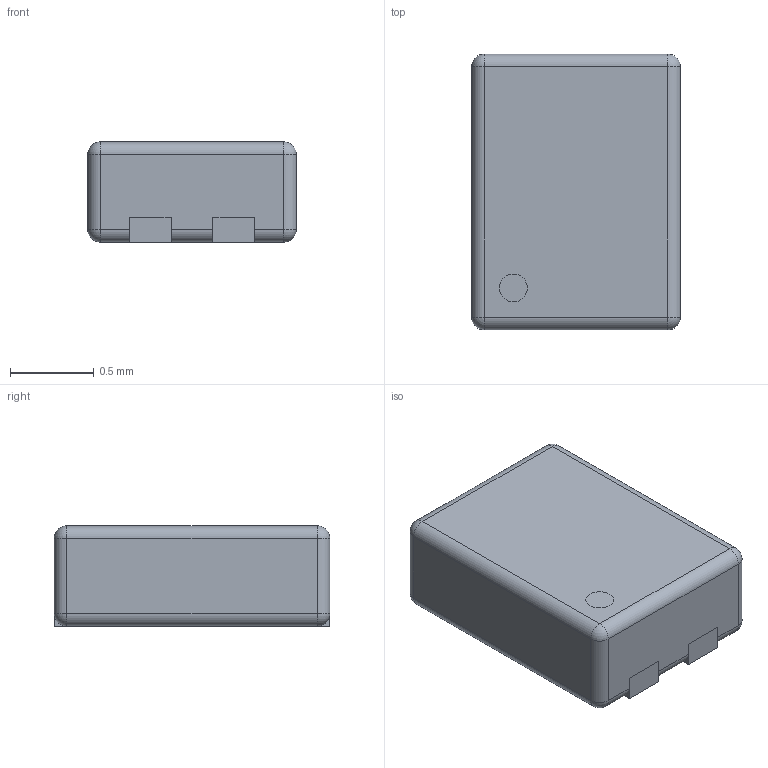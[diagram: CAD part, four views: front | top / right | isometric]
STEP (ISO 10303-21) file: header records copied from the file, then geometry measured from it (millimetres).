
FILE_DESCRIPTION(('STEP AP214'), '1');
FILE_NAME('MO-229', '2019-12-07T14:41:18', ('AF'), (''), 'UNSPECIFIED', 'UNSPECIFIED', '');
FILE_SCHEMA(('AUTOMOTIVE_DESIGN { 1 0 10303 214 3 1 1}'));
Length unit declared in the file: millimetre
Assembly tree (2 placements, depth 2):
  (unnamed)
    (unnamed)
    (unnamed)
Bounding box: 1.25 x 1.65 x 0.6 mm (x, y, z)
Volume: 1.2 mm3; surface area: 10.3 mm2
Topology: 6 solids, 6 shells, 86 faces, 221 edges, 146 vertices
Faces by surface type: plane 52, cylinder 26, sphere 8
Entity records: 3385 total; most frequent: DIRECTION 444, CARTESIAN_POINT 423, ORIENTED_EDGE 386, EDGE_CURVE 193, LINE 160, VECTOR 160, AXIS2_PLACEMENT_3D 142, VERTEX_POINT 121
